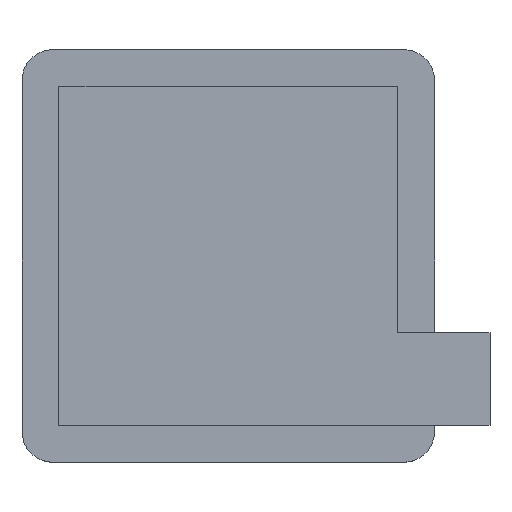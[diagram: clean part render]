
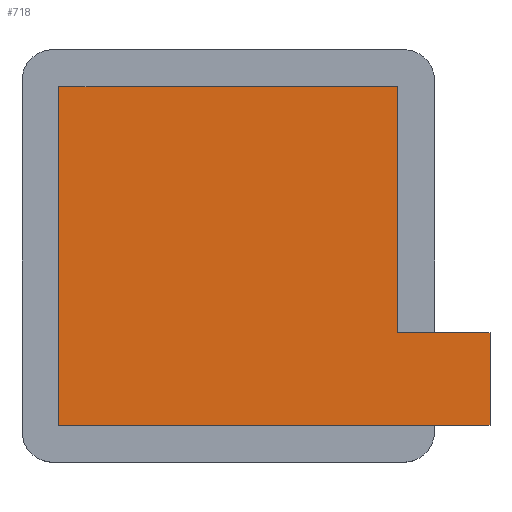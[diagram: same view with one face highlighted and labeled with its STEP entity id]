
A CAD part, top view. The second image highlights one B-rep face of the part: STEP entity #718.
In plain terms, the highlighted planar face has unit normal (0, 0, 1).
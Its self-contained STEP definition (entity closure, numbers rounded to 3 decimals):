
#83=PLANE('',#831);
#124=FACE_OUTER_BOUND('',#167,.T.);
#167=EDGE_LOOP('',(#666,#667,#668,#669,#670,#671));
#228=LINE('',#1218,#303);
#232=LINE('',#1225,#307);
#235=LINE('',#1231,#310);
#238=LINE('',#1237,#313);
#241=LINE('',#1243,#316);
#243=LINE('',#1246,#318);
#303=VECTOR('',#1010,1000.);
#307=VECTOR('',#1016,1000.);
#310=VECTOR('',#1021,1000.);
#313=VECTOR('',#1026,1000.);
#316=VECTOR('',#1031,1000.);
#318=VECTOR('',#1035,1000.);
#389=VERTEX_POINT('',#1215);
#390=VERTEX_POINT('',#1217);
#392=VERTEX_POINT('',#1223);
#394=VERTEX_POINT('',#1229);
#396=VERTEX_POINT('',#1235);
#398=VERTEX_POINT('',#1241);
#476=EDGE_CURVE('',#390,#389,#228,.T.);
#480=EDGE_CURVE('',#389,#392,#232,.T.);
#483=EDGE_CURVE('',#392,#394,#235,.T.);
#486=EDGE_CURVE('',#394,#396,#238,.T.);
#489=EDGE_CURVE('',#396,#398,#241,.T.);
#491=EDGE_CURVE('',#398,#390,#243,.T.);
#666=ORIENTED_EDGE('',*,*,#476,.T.);
#667=ORIENTED_EDGE('',*,*,#480,.T.);
#668=ORIENTED_EDGE('',*,*,#483,.T.);
#669=ORIENTED_EDGE('',*,*,#486,.T.);
#670=ORIENTED_EDGE('',*,*,#489,.T.);
#671=ORIENTED_EDGE('',*,*,#491,.T.);
#718=ADVANCED_FACE('',(#124),#83,.T.);
#831=AXIS2_PLACEMENT_3D('',#1247,#1036,#1037);
#1010=DIRECTION('',(0.,1.,0.));
#1016=DIRECTION('',(-1.,0.,0.));
#1021=DIRECTION('',(0.,-1.,0.));
#1026=DIRECTION('',(1.,0.,0.));
#1031=DIRECTION('',(0.,1.,0.));
#1035=DIRECTION('',(-1.,0.,0.));
#1036=DIRECTION('center_axis',(0.,0.,1.));
#1037=DIRECTION('ref_axis',(1.,0.,0.));
#1215=CARTESIAN_POINT('',(-0.898,-0.26,-2.855));
#1217=CARTESIAN_POINT('',(-0.898,-8.26,-2.855));
#1218=CARTESIAN_POINT('',(-0.898,-8.26,-2.855));
#1223=CARTESIAN_POINT('',(-11.898,-0.26,-2.855));
#1225=CARTESIAN_POINT('',(-0.898,-0.26,-2.855));
#1229=CARTESIAN_POINT('',(-11.898,-11.26,-2.855));
#1231=CARTESIAN_POINT('',(-11.898,-0.26,-2.855));
#1235=CARTESIAN_POINT('',(2.102,-11.26,-2.855));
#1237=CARTESIAN_POINT('',(-11.898,-11.26,-2.855));
#1241=CARTESIAN_POINT('',(2.102,-8.26,-2.855));
#1243=CARTESIAN_POINT('',(2.102,-11.26,-2.855));
#1246=CARTESIAN_POINT('',(2.102,-8.26,-2.855));
#1247=CARTESIAN_POINT('Origin',(22.,-10.,-2.855));
